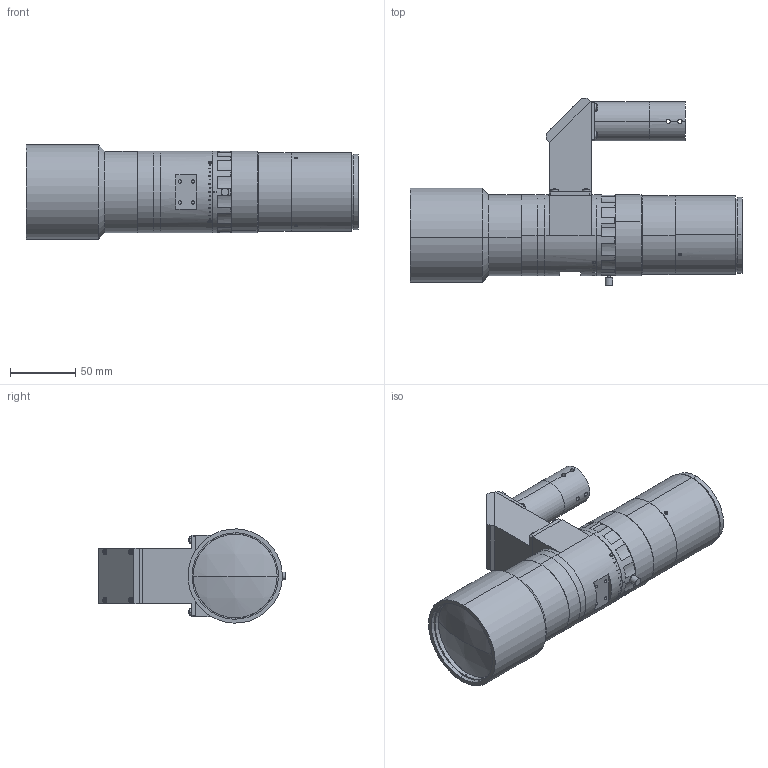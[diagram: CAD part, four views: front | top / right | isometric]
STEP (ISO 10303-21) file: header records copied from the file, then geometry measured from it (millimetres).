
FILE_DESCRIPTION (( 'STEP AP203' ), '1' );
FILE_NAME ('XF-MDT1X135DZM-D38-VI-M58-11.48.STEP', '2023-06-21T06:26:21', ( '' ), ( '' ), 'SwSTEP 2.0', 'SolidWorks 2022', '' );
FILE_SCHEMA (( 'CONFIG_CONTROL_DESIGN' ));
Length unit declared in the file: millimetre
Products named in the file (1): XF-MDT1X135DZM-D38-VI-M58-11.48
Bounding box: 253.52 x 142.97 x 71.92 mm (x, y, z)
Surface area: 98039.7 mm2 (no closed solid volume)
Topology: 0 solids, 36 shells, 368 faces, 1309 edges, 919 vertices
Faces by surface type: plane 183, cylinder 130, cone 32, sphere 20, bspline 3
Entity records: 16703 total; most frequent: CARTESIAN_POINT 5441, DIRECTION 2449, ORIENTED_EDGE 2024, EDGE_CURVE 1305, AXIS2_PLACEMENT_3D 923, VERTEX_POINT 919, LINE 603, VECTOR 603
